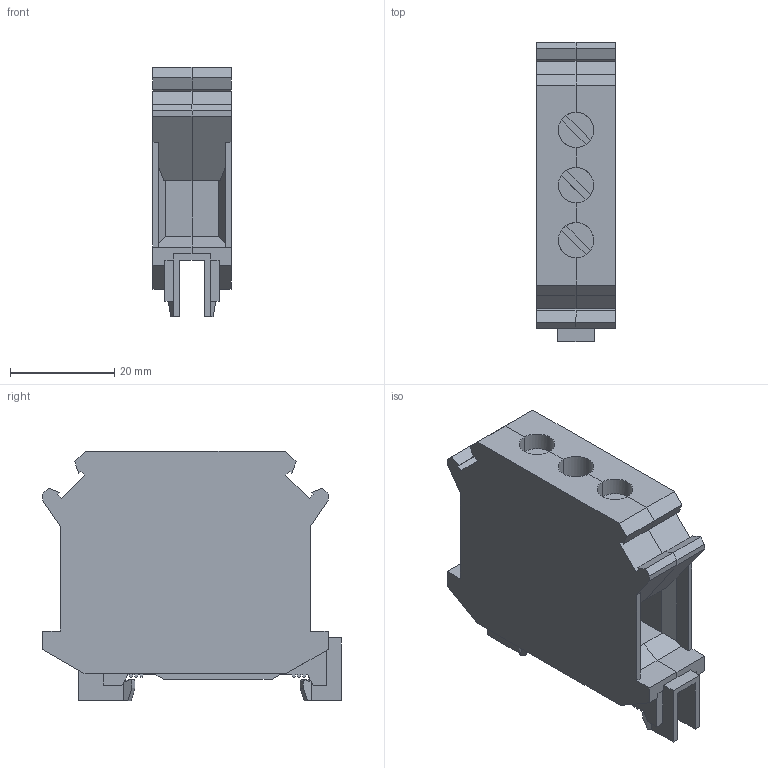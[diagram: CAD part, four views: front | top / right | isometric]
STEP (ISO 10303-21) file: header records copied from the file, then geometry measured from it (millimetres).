
FILE_DESCRIPTION(('Creo Elements/Direct Modeling STEP Export'),'2;1');
FILE_NAME('model.stp','2017-11-25T12:28:03',(''),(''),'Creo Elements/Direct Modeling STEP processor for AP214 (Solid Model)','Creo Elements/Direct Modeling 18.1I 14-Aug-2016 (C) Parametric Technology GmbH','');
FILE_SCHEMA(('AUTOMOTIVE_DESIGN { 1 0 10303 214 1 1 1 1 }'));
Length unit declared in the file: millimetre
Products named in the file (2): UTI_35-PE-select
Assembly tree (1 placements, depth 2):
  UTI_35-PE-select
    UTI_35-PE-select
Bounding box: 15 x 57.45 x 48 mm (x, y, z)
Volume: 23464.9 mm3; surface area: 10696.3 mm2
Topology: 1 solids, 1 shells, 265 faces, 774 edges, 511 vertices
Faces by surface type: plane 241, cylinder 16, bspline 8
Entity records: 10946 total; most frequent: CARTESIAN_POINT 2185, ORIENTED_EDGE 1548, DIRECTION 1132, EDGE_CURVE 774, VECTOR 626, LINE 626, VERTEX_POINT 511, COLOUR_RGB 266
